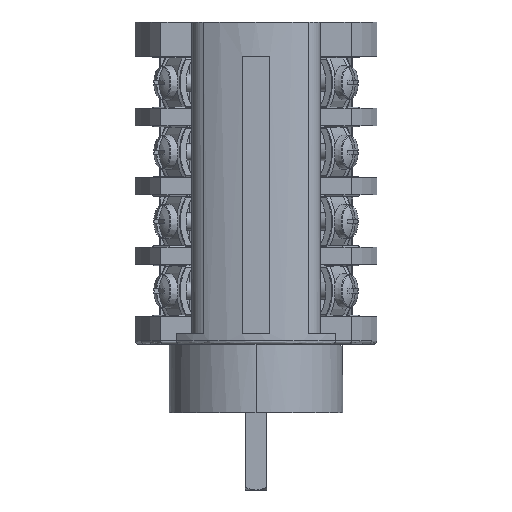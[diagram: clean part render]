
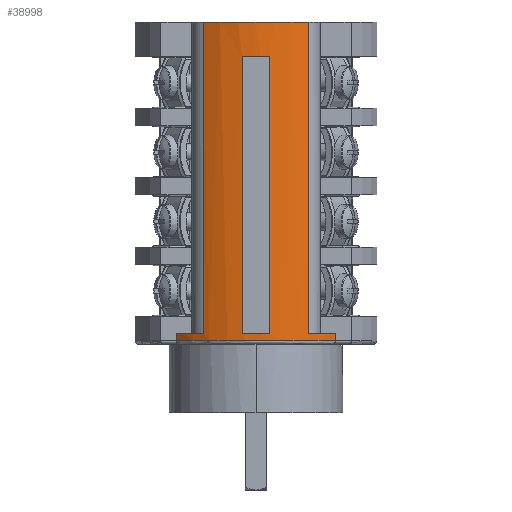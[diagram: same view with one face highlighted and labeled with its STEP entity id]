
A CAD part, left-side view. The second image highlights one B-rep face of the part: STEP entity #38998.
In plain terms, the highlighted cylindrical face has radius 26.5 mm (diameter 53 mm), a partial arc.
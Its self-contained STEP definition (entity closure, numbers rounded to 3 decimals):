
#893=CARTESIAN_POINT('',(0.,0.,16.8));
#894=DIRECTION('',(0.,0.,1.));
#895=DIRECTION('',(-0.717,0.697,0.));
#896=AXIS2_PLACEMENT_3D('',#893,#894,#895);
#921=CARTESIAN_POINT('',(0.,0.,91.3));
#922=DIRECTION('',(0.,0.,1.));
#923=DIRECTION('',(-0.885,0.465,0.));
#924=AXIS2_PLACEMENT_3D('',#921,#922,#923);
#926=CARTESIAN_POINT('',(0.,0.,18.5));
#927=DIRECTION('',(0.,0.,1.));
#928=DIRECTION('',(-0.885,-0.465,0.));
#929=AXIS2_PLACEMENT_3D('',#926,#927,#928);
#931=DIRECTION('',(0.,0.,-1.));
#932=VECTOR('',#931,1.7);
#933=CARTESIAN_POINT('',(-19.,-18.473,18.5));
#934=LINE('',#933,#932);
#935=DIRECTION('',(0.,0.,1.));
#936=VECTOR('',#935,1.7);
#937=CARTESIAN_POINT('',(-19.,18.473,16.8));
#938=LINE('',#937,#936);
#939=CARTESIAN_POINT('',(0.,0.,18.5));
#940=DIRECTION('',(0.,0.,1.));
#941=DIRECTION('',(-0.717,0.697,0.));
#942=AXIS2_PLACEMENT_3D('',#939,#940,#941);
#944=CARTESIAN_POINT('',(0.,0.,83.3));
#945=DIRECTION('',(0.,0.,-1.));
#946=DIRECTION('',(-0.992,-0.123,0.));
#947=AXIS2_PLACEMENT_3D('',#944,#945,#946);
#949=CARTESIAN_POINT('',(0.,0.,18.5));
#950=DIRECTION('',(0.,0.,1.));
#951=DIRECTION('',(-0.992,0.123,0.));
#952=AXIS2_PLACEMENT_3D('',#949,#950,#951);
#958=DIRECTION('',(0.,0.,-1.));
#959=VECTOR('',#958,72.8);
#960=CARTESIAN_POINT('',(-23.459,12.326,91.3));
#961=LINE('',#960,#959);
#3031=DIRECTION('',(0.,0.,1.));
#3032=VECTOR('',#3031,72.8);
#3033=CARTESIAN_POINT('',(-23.459,-12.326,18.5));
#3034=LINE('',#3033,#3032);
#29059=DIRECTION('',(0.,0.,-1.));
#29060=VECTOR('',#29059,64.8);
#29061=CARTESIAN_POINT('',(-26.3,-3.25,83.3));
#29062=LINE('',#29061,#29060);
#29063=DIRECTION('',(0.,0.,1.));
#29064=VECTOR('',#29063,64.8);
#29065=CARTESIAN_POINT('',(-26.3,3.25,18.5));
#29066=LINE('',#29065,#29064);
#32791=CARTESIAN_POINT('',(-19.,18.473,16.8));
#32793=VERTEX_POINT('',#32791);
#32804=CARTESIAN_POINT('',(-19.,-18.473,16.8));
#32806=VERTEX_POINT('',#32804);
#33319=CARTESIAN_POINT('',(-19.,18.473,18.5));
#33321=VERTEX_POINT('',#33319);
#33335=CARTESIAN_POINT('',(-19.,-18.473,18.5));
#33337=VERTEX_POINT('',#33335);
#33351=CARTESIAN_POINT('',(-23.459,12.326,18.5));
#33353=VERTEX_POINT('',#33351);
#33356=CARTESIAN_POINT('',(-23.459,-12.326,18.5));
#33358=VERTEX_POINT('',#33356);
#33367=CARTESIAN_POINT('',(-26.3,-3.25,18.5));
#33368=CARTESIAN_POINT('',(-26.3,3.25,18.5));
#33369=VERTEX_POINT('',#33367);
#33370=VERTEX_POINT('',#33368);
#37516=CARTESIAN_POINT('',(-23.459,12.326,91.3));
#37518=VERTEX_POINT('',#37516);
#37519=CARTESIAN_POINT('',(-23.459,-12.326,91.3));
#37521=VERTEX_POINT('',#37519);
#37951=CARTESIAN_POINT('',(-26.3,-3.25,83.3));
#37952=CARTESIAN_POINT('',(-26.3,3.25,83.3));
#37953=VERTEX_POINT('',#37951);
#37954=VERTEX_POINT('',#37952);
#38966=CARTESIAN_POINT('',(0.,0.,16.));
#38967=DIRECTION('',(0.,0.,-1.));
#38968=DIRECTION('',(-1.,0.,0.));
#38969=AXIS2_PLACEMENT_3D('',#38966,#38967,#38968);
#38970=CYLINDRICAL_SURFACE('',#38969,26.5);
#38972=ORIENTED_EDGE('',*,*,#38971,.F.);
#38974=ORIENTED_EDGE('',*,*,#38973,.T.);
#38976=ORIENTED_EDGE('',*,*,#38975,.F.);
#38978=ORIENTED_EDGE('',*,*,#38977,.T.);
#38980=ORIENTED_EDGE('',*,*,#38979,.T.);
#38981=ORIENTED_EDGE('',*,*,#38957,.F.);
#38983=ORIENTED_EDGE('',*,*,#38982,.T.);
#38985=ORIENTED_EDGE('',*,*,#38984,.T.);
#38986=EDGE_LOOP('',(#38972,#38974,#38976,#38978,#38980,#38981,#38983,#38985));
#38987=FACE_OUTER_BOUND('',#38986,.F.);
#38989=ORIENTED_EDGE('',*,*,#38988,.F.);
#38991=ORIENTED_EDGE('',*,*,#38990,.T.);
#38993=ORIENTED_EDGE('',*,*,#38992,.F.);
#38995=ORIENTED_EDGE('',*,*,#38994,.T.);
#38996=EDGE_LOOP('',(#38989,#38991,#38993,#38995));
#38997=FACE_BOUND('',#38996,.F.);
#897=CIRCLE('',#896,26.5);
#925=CIRCLE('',#924,26.5);
#930=CIRCLE('',#929,26.5);
#943=CIRCLE('',#942,26.5);
#948=CIRCLE('',#947,26.5);
#953=CIRCLE('',#952,26.5);
#38957=EDGE_CURVE('',#32793,#32806,#897,.T.);
#38971=EDGE_CURVE('',#37518,#33353,#961,.T.);
#38973=EDGE_CURVE('',#37518,#37521,#925,.T.);
#38975=EDGE_CURVE('',#33358,#37521,#3034,.T.);
#38977=EDGE_CURVE('',#33358,#33337,#930,.T.);
#38979=EDGE_CURVE('',#33337,#32806,#934,.T.);
#38982=EDGE_CURVE('',#32793,#33321,#938,.T.);
#38984=EDGE_CURVE('',#33321,#33353,#943,.T.);
#38988=EDGE_CURVE('',#37953,#33369,#29062,.T.);
#38990=EDGE_CURVE('',#37953,#37954,#948,.T.);
#38992=EDGE_CURVE('',#33370,#37954,#29066,.T.);
#38994=EDGE_CURVE('',#33370,#33369,#953,.T.);
#38998=ADVANCED_FACE('',(#38987,#38997),#38970,.T.);
